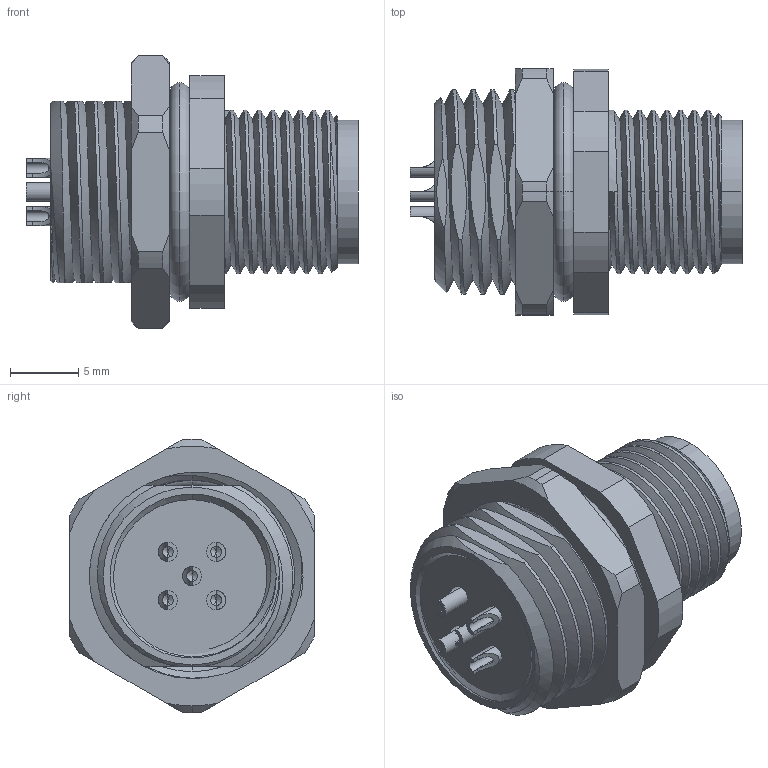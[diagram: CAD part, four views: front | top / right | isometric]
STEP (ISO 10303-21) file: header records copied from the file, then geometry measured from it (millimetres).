
FILE_DESCRIPTION (( 'STEP AP203' ), '1' );
FILE_NAME ('54-00379_revA.STEP', '2023-05-19T15:54:10', ( '' ), ( '' ), 'SwSTEP 2.0', 'SolidWorks 2021', '' );
FILE_SCHEMA (( 'CONFIG_CONTROL_DESIGN' ));
Length unit declared in the file: millimetre
Products named in the file (6): 54-00379-01___; 54-00379-05___; 54-00379-04___; 54-00379_revA; 54-00379-03___; 54-00379-02
Assembly tree (9 placements, depth 2):
  54-00379_revA
    54-00379-01___
    54-00379-02
    54-00379-03___  x5
    54-00379-04___
    54-00379-05___
Bounding box: 24.3 x 18 x 20 mm (x, y, z)
Volume: 2990.8 mm3; surface area: 5655.7 mm2
Topology: 10 solids, 10 shells, 384 faces, 925 edges, 582 vertices
Faces by surface type: cylinder 173, plane 96, cone 62, torus 34, sphere 10, bspline 9
Entity records: 11829 total; most frequent: CARTESIAN_POINT 5285, ORIENTED_EDGE 1270, DIRECTION 1176, EDGE_CURVE 635, AXIS2_PLACEMENT_3D 474, VERTEX_POINT 414, EDGE_LOOP 289, FACE_OUTER_BOUND 248
